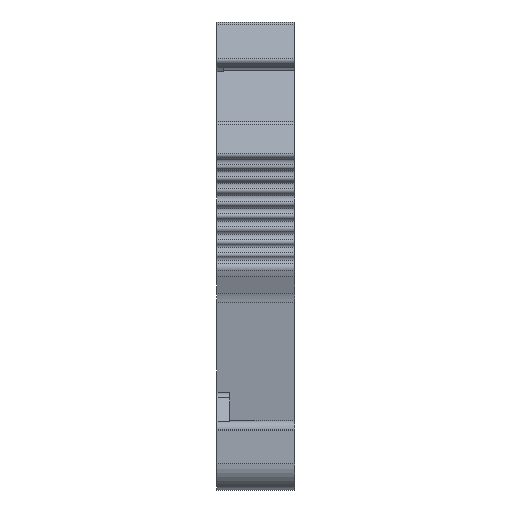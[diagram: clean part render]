
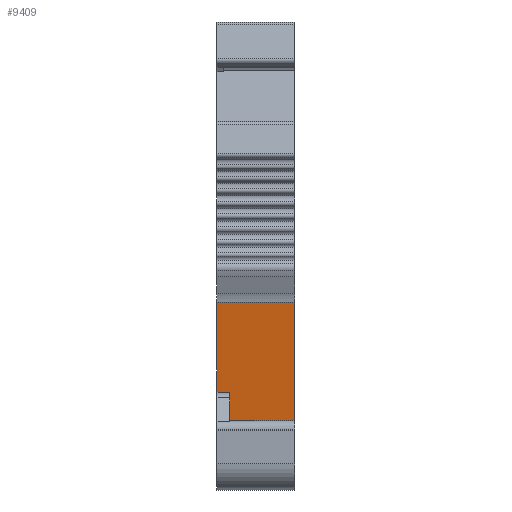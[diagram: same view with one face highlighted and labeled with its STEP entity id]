
A CAD part, left-side view. The second image highlights one B-rep face of the part: STEP entity #9409.
In plain terms, the highlighted planar face has unit normal (-0.986, 0, -0.168).
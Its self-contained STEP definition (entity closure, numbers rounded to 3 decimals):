
#333=LINE('',#12762,#1040);
#379=LINE('',#12936,#1086);
#457=LINE('',#13239,#1164);
#479=LINE('',#13294,#1186);
#480=LINE('',#13296,#1187);
#481=LINE('',#13298,#1188);
#1040=VECTOR('',#10647,1000.);
#1086=VECTOR('',#10755,1000.);
#1164=VECTOR('',#10959,1000.);
#1186=VECTOR('',#11021,1000.);
#1187=VECTOR('',#11024,1000.);
#1188=VECTOR('',#11025,1000.);
#2129=ORIENTED_EDGE('',*,*,#4166,.T.);
#2130=ORIENTED_EDGE('',*,*,#4137,.T.);
#2131=ORIENTED_EDGE('',*,*,#4013,.F.);
#2132=ORIENTED_EDGE('',*,*,#4165,.T.);
#2133=ORIENTED_EDGE('',*,*,#3943,.T.);
#2134=ORIENTED_EDGE('',*,*,#4167,.F.);
#3943=EDGE_CURVE('',#4997,#4996,#333,.T.);
#4013=EDGE_CURVE('',#5058,#5059,#379,.T.);
#4137=EDGE_CURVE('',#5162,#5059,#457,.F.);
#4165=EDGE_CURVE('',#5058,#4997,#479,.T.);
#4166=EDGE_CURVE('',#5175,#5162,#480,.T.);
#4167=EDGE_CURVE('',#5175,#4996,#481,.T.);
#4996=VERTEX_POINT('',#12761);
#4997=VERTEX_POINT('',#12763);
#5058=VERTEX_POINT('',#12937);
#5059=VERTEX_POINT('',#12938);
#5162=VERTEX_POINT('',#13240);
#5175=VERTEX_POINT('',#13297);
#5842=EDGE_LOOP('',(#2129,#2130,#2131,#2132,#2133,#2134));
#6220=FACE_BOUND('',#5842,.T.);
#6577=PLANE('',#9932);
#9409=ADVANCED_FACE('',(#6220),#6577,.T.);
#9932=AXIS2_PLACEMENT_3D('',#13295,#11022,#11023);
#10647=DIRECTION('',(-0.168,0.,0.986));
#10755=DIRECTION('',(-0.168,0.,0.986));
#10959=DIRECTION('',(0.,1.,0.));
#11021=DIRECTION('',(0.,-1.,0.));
#11022=DIRECTION('',(-0.986,0.,-0.168));
#11023=DIRECTION('',(-0.168,0.,0.986));
#11024=DIRECTION('',(0.168,0.,-0.986));
#11025=DIRECTION('',(0.,-1.,0.));
#12761=CARTESIAN_POINT('',(-25.835,-3.,-3.257));
#12762=CARTESIAN_POINT('',(-25.875,-3.,-3.021));
#12763=CARTESIAN_POINT('',(-23.844,-3.,-14.944));
#12936=CARTESIAN_POINT('',(-24.612,2.,-10.434));
#12937=CARTESIAN_POINT('',(-23.844,2.,-14.944));
#12938=CARTESIAN_POINT('',(-24.656,2.,-10.18));
#13239=CARTESIAN_POINT('',(-24.656,62.177,-10.18));
#13240=CARTESIAN_POINT('',(-24.656,3.,-10.18));
#13294=CARTESIAN_POINT('',(-23.844,62.177,-14.944));
#13295=CARTESIAN_POINT('',(-25.875,62.177,-3.021));
#13296=CARTESIAN_POINT('',(-25.875,3.,-3.021));
#13297=CARTESIAN_POINT('',(-25.835,3.,-3.257));
#13298=CARTESIAN_POINT('',(-25.835,62.177,-3.257));
